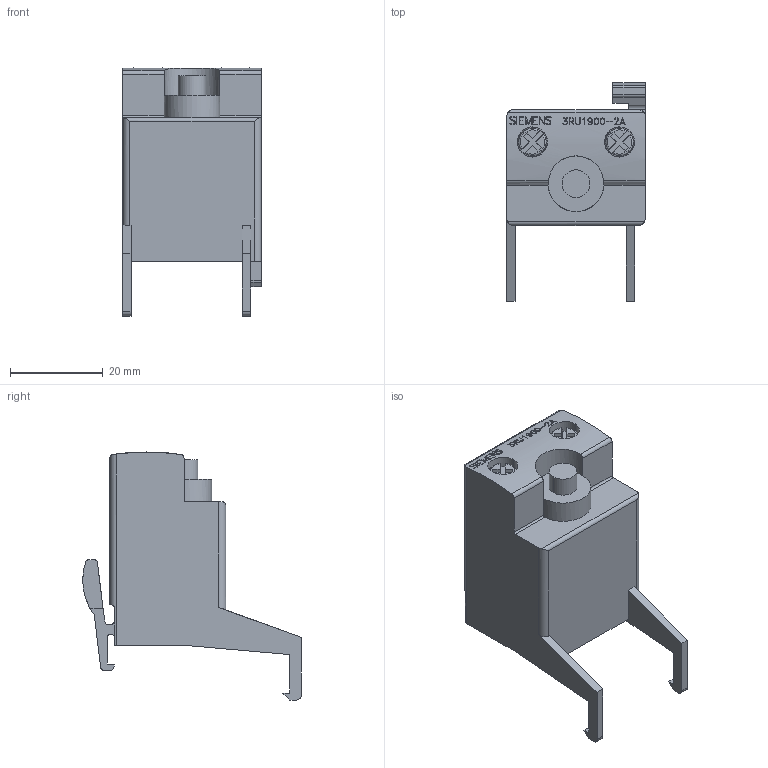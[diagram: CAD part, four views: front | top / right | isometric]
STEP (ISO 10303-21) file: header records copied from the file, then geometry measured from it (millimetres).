
FILE_DESCRIPTION(('STEP AP214'),'1');
FILE_NAME('cctmp_7A354D1A-6036-491C-B3B9-C7150ACCF3C0_2023_07_21_10_57_58_0221..stp','2023-07-21T08:57:58',('SIEMENS A&D'),('CADClick - www.CADClick.com'),'Spatial InterOp 3D postprocessed',' ','unknown authorization');
FILE_SCHEMA(('AUTOMOTIVE_DESIGN'));
Length unit declared in the file: millimetre
Products named in the file (1): 2023_07_21_10_57_58_0190
Bounding box: 29.9 x 47.15 x 53.5 mm (x, y, z)
Volume: 28264.9 mm3; surface area: 7827.3 mm2
Topology: 1 solids, 1 shells, 523 faces, 1456 edges, 964 vertices
Faces by surface type: plane 456, cylinder 43, cone 16, torus 8
Entity records: 28339 total; most frequent: CARTESIAN_POINT 3325, STYLED_ITEM 2944, PRESENTATION_STYLE_ASSIGNMENT 2944, ORIENTED_EDGE 2912, DIRECTION 2849, EDGE_CURVE 1456, CURVE_STYLE 1456, DRAUGHTING_PRE_DEFINED_CURVE_FONT 1456
